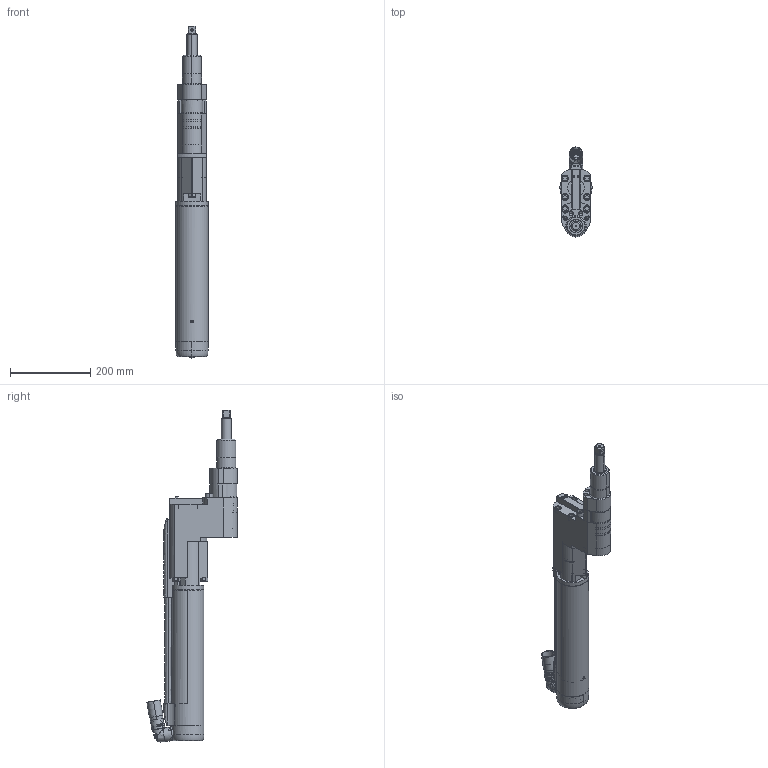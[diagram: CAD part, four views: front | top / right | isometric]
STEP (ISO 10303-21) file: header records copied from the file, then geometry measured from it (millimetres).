
FILE_DESCRIPTION((''),'2;1');
FILE_NAME('K_8435608020_ASM','2013-04-10T',('tooextcsr'),(''),'PRO/ENGINEER BY PARAMETRIC TECHNOLOGY CORPORATION, 2012420','PRO/ENGINEER BY PARAMETRIC TECHNOLOGY CORPORATION, 2012420','');
FILE_SCHEMA(('CONFIG_CONTROL_DESIGN','GEOMETRIC_VALIDATION_PROPERTIES_MIM'));
Products named in the file (5): QST80_600_COT_BODY_50; QST80_REARCOVER_00; QST_CONNECTOR_02; QST80_SOCKETHOLDER_146_20; K_8435608020_ASM
Assembly tree (4 placements, depth 2):
  K_8435608020_ASM
    QST80_600_COT_BODY_50
    QST80_REARCOVER_00
    QST_CONNECTOR_02
    QST80_SOCKETHOLDER_146_20
Bounding box: 80 x 225.52 x 828.68 mm (x, y, z)
Volume: 2912690.9 mm3; surface area: 561080.8 mm2
Topology: 5 solids, 47 shells, 3574 faces, 9575 edges, 6172 vertices
Faces by surface type: plane 1389, cylinder 1103, cone 441, torus 346, bspline 235, sphere 44, extrusion 10, revolution 6
Entity records: 148672 total; most frequent: CARTESIAN_POINT 37126, ORIENTED_EDGE 19028, DIRECTION 17842, EDGE_CURVE 9528, AXIS2_PLACEMENT_3D 6810, VERTEX_POINT 6172, VECTOR 4216, LINE 4206
